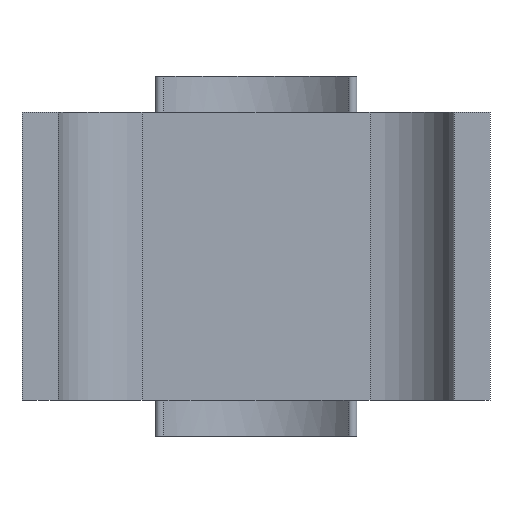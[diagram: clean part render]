
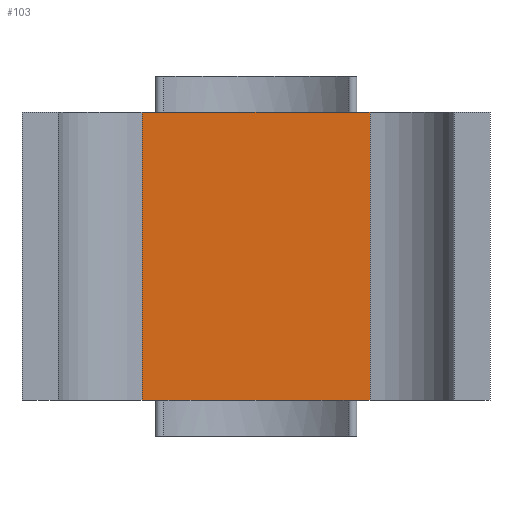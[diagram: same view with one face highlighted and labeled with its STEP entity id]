
A CAD part, front view. The second image highlights one B-rep face of the part: STEP entity #103.
In plain terms, the highlighted planar face has unit normal (0, -1, 0).
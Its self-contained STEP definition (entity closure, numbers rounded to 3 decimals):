
#103 = ADVANCED_FACE( '', ( #166 ), #167, .F. );
#166 = FACE_OUTER_BOUND( '', #234, .T. );
#167 = PLANE( '', #235 );
#234 = EDGE_LOOP( '', ( #466, #467, #468, #469, #470, #471, #472, #473, #474, #475, #476, #477 ) );
#235 = AXIS2_PLACEMENT_3D( '', #478, #479, #480 );
#466 = ORIENTED_EDGE( '', *, *, #549, .T. );
#467 = ORIENTED_EDGE( '', *, *, #582, .T. );
#468 = ORIENTED_EDGE( '', *, *, #546, .T. );
#469 = ORIENTED_EDGE( '', *, *, #586, .T. );
#470 = ORIENTED_EDGE( '', *, *, #554, .T. );
#471 = ORIENTED_EDGE( '', *, *, #607, .F. );
#472 = ORIENTED_EDGE( '', *, *, #538, .F. );
#473 = ORIENTED_EDGE( '', *, *, #567, .F. );
#474 = ORIENTED_EDGE( '', *, *, #524, .F. );
#475 = ORIENTED_EDGE( '', *, *, #563, .F. );
#476 = ORIENTED_EDGE( '', *, *, #536, .F. );
#477 = ORIENTED_EDGE( '', *, *, #608, .T. );
#478 = CARTESIAN_POINT( '', ( -4.75, 8., 6. ) );
#479 = DIRECTION( '', ( 0., 1., 0. ) );
#480 = DIRECTION( '', ( 0., 0., 1. ) );
#524 = EDGE_CURVE( '', #612, #613, #614, .T. );
#536 = EDGE_CURVE( '', #634, #625, #636, .T. );
#538 = EDGE_CURVE( '', #637, #640, #641, .T. );
#546 = EDGE_CURVE( '', #654, #653, #656, .T. );
#549 = EDGE_CURVE( '', #661, #659, #662, .T. );
#554 = EDGE_CURVE( '', #670, #671, #672, .T. );
#563 = EDGE_CURVE( '', #625, #612, #688, .T. );
#567 = EDGE_CURVE( '', #613, #637, #694, .T. );
#582 = EDGE_CURVE( '', #659, #654, #716, .T. );
#586 = EDGE_CURVE( '', #653, #670, #722, .T. );
#607 = EDGE_CURVE( '', #640, #671, #751, .T. );
#608 = EDGE_CURVE( '', #634, #661, #752, .T. );
#612 = VERTEX_POINT( '', #756 );
#613 = VERTEX_POINT( '', #757 );
#614 = LINE( '', #758, #759 );
#625 = VERTEX_POINT( '', #772 );
#634 = VERTEX_POINT( '', #786 );
#636 = LINE( '', #788, #789 );
#637 = VERTEX_POINT( '', #790 );
#640 = VERTEX_POINT( '', #794 );
#641 = LINE( '', #795, #796 );
#653 = VERTEX_POINT( '', #812 );
#654 = VERTEX_POINT( '', #813 );
#656 = LINE( '', #815, #816 );
#659 = VERTEX_POINT( '', #820 );
#661 = VERTEX_POINT( '', #823 );
#662 = LINE( '', #824, #825 );
#670 = VERTEX_POINT( '', #836 );
#671 = VERTEX_POINT( '', #837 );
#672 = LINE( '', #838, #839 );
#688 = LINE( '', #861, #862 );
#694 = LINE( '', #868, #869 );
#716 = LINE( '', #901, #902 );
#722 = LINE( '', #909, #910 );
#751 = LINE( '', #954, #955 );
#752 = LINE( '', #956, #957 );
#756 = CARTESIAN_POINT( '', ( -2.179, 8., 6. ) );
#757 = CARTESIAN_POINT( '', ( 2.179, 8., 6. ) );
#758 = CARTESIAN_POINT( '', ( -4.75, 8., 6. ) );
#759 = VECTOR( '', #964, 1000. );
#772 = CARTESIAN_POINT( '', ( -4.2, 8., 6. ) );
#786 = CARTESIAN_POINT( '', ( -4.75, 8., 6. ) );
#788 = CARTESIAN_POINT( '', ( -4.75, 8., 6. ) );
#789 = VECTOR( '', #984, 1000. );
#790 = CARTESIAN_POINT( '', ( 4.2, 8., 6. ) );
#794 = CARTESIAN_POINT( '', ( 4.75, 8., 6. ) );
#795 = CARTESIAN_POINT( '', ( -4.75, 8., 6. ) );
#796 = VECTOR( '', #986, 1000. );
#812 = CARTESIAN_POINT( '', ( 2.179, 8., -6. ) );
#813 = CARTESIAN_POINT( '', ( -2.179, 8., -6. ) );
#815 = CARTESIAN_POINT( '', ( -4.75, 8., -6. ) );
#816 = VECTOR( '', #1000, 1000. );
#820 = CARTESIAN_POINT( '', ( -4.2, 8., -6. ) );
#823 = CARTESIAN_POINT( '', ( -4.75, 8., -6. ) );
#824 = CARTESIAN_POINT( '', ( -4.75, 8., -6. ) );
#825 = VECTOR( '', #1003, 1000. );
#836 = CARTESIAN_POINT( '', ( 4.2, 8., -6. ) );
#837 = CARTESIAN_POINT( '', ( 4.75, 8., -6. ) );
#838 = CARTESIAN_POINT( '', ( -4.75, 8., -6. ) );
#839 = VECTOR( '', #1010, 1000. );
#861 = CARTESIAN_POINT( '', ( -4.75, 8., 6. ) );
#862 = VECTOR( '', #1023, 1000. );
#868 = CARTESIAN_POINT( '', ( -4.75, 8., 6. ) );
#869 = VECTOR( '', #1033, 1000. );
#901 = CARTESIAN_POINT( '', ( -4.75, 8., -6. ) );
#902 = VECTOR( '', #1056, 1000. );
#909 = CARTESIAN_POINT( '', ( -4.75, 8., -6. ) );
#910 = VECTOR( '', #1064, 1000. );
#954 = CARTESIAN_POINT( '', ( 4.75, 8., 6. ) );
#955 = VECTOR( '', #1095, 1000. );
#956 = CARTESIAN_POINT( '', ( -4.75, 8., 6. ) );
#957 = VECTOR( '', #1096, 1000. );
#964 = DIRECTION( '', ( 1., 0., 0. ) );
#984 = DIRECTION( '', ( 1., 0., 0. ) );
#986 = DIRECTION( '', ( 1., 0., 0. ) );
#1000 = DIRECTION( '', ( 1., 0., 0. ) );
#1003 = DIRECTION( '', ( 1., 0., 0. ) );
#1010 = DIRECTION( '', ( 1., 0., 0. ) );
#1023 = DIRECTION( '', ( 1., 0., 0. ) );
#1033 = DIRECTION( '', ( 1., 0., 0. ) );
#1056 = DIRECTION( '', ( 1., 0., 0. ) );
#1064 = DIRECTION( '', ( 1., 0., 0. ) );
#1095 = DIRECTION( '', ( 0., 0., -1. ) );
#1096 = DIRECTION( '', ( 0., 0., -1. ) );
